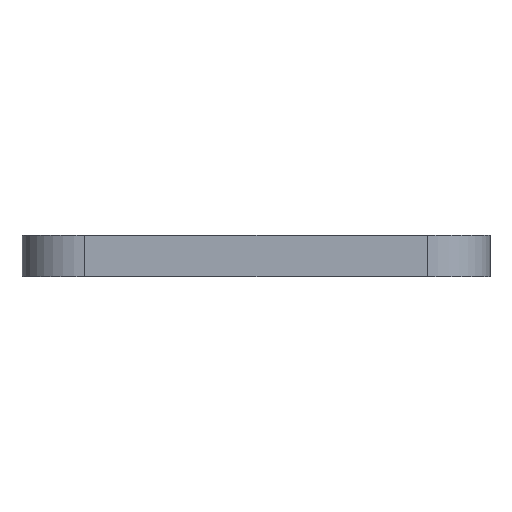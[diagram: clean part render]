
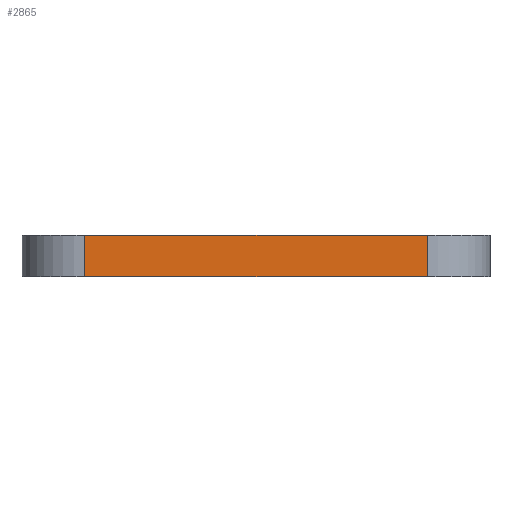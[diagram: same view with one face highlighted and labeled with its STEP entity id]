
A CAD part, left-side view. The second image highlights one B-rep face of the part: STEP entity #2865.
In plain terms, the highlighted planar face has unit normal (-1, 0, 0).
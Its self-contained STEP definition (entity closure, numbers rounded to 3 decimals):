
#84 = PLANE('',#85);
#85 = AXIS2_PLACEMENT_3D('',#86,#87,#88);
#86 = CARTESIAN_POINT('',(69.342,-40.386,1.6));
#87 = DIRECTION('',(0.,0.,1.));
#88 = DIRECTION('',(1.,0.,-0.));
#139 = PLANE('',#140);
#140 = AXIS2_PLACEMENT_3D('',#141,#142,#143);
#141 = CARTESIAN_POINT('',(69.342,-40.386,0.));
#142 = DIRECTION('',(0.,0.,1.));
#143 = DIRECTION('',(1.,0.,-0.));
#270 = CYLINDRICAL_SURFACE('',#271,2.413);
#271 = AXIS2_PLACEMENT_3D('',#272,#273,#274);
#272 = CARTESIAN_POINT('',(49.149,-33.782,0.));
#273 = DIRECTION('',(-0.,-0.,-1.));
#274 = DIRECTION('',(1.,0.,-0.));
#309 = VERTEX_POINT('',#310);
#310 = CARTESIAN_POINT('',(46.736,-33.782,0.));
#332 = EDGE_CURVE('',#309,#333,#335,.T.);
#333 = VERTEX_POINT('',#334);
#334 = CARTESIAN_POINT('',(46.736,-46.99,0.));
#335 = SURFACE_CURVE('',#336,(#340,#347),.PCURVE_S1.);
#336 = LINE('',#337,#338);
#337 = CARTESIAN_POINT('',(46.736,-33.782,0.));
#338 = VECTOR('',#339,1.);
#339 = DIRECTION('',(0.,-1.,0.));
#340 = PCURVE('',#139,#341);
#341 = DEFINITIONAL_REPRESENTATION('',(#342),#346);
#342 = LINE('',#343,#344);
#343 = CARTESIAN_POINT('',(-22.606,6.604));
#344 = VECTOR('',#345,1.);
#345 = DIRECTION('',(0.,-1.));
#346 = ( GEOMETRIC_REPRESENTATION_CONTEXT(2) 
PARAMETRIC_REPRESENTATION_CONTEXT() REPRESENTATION_CONTEXT('2D SPACE',''
  ) );
#347 = PCURVE('',#348,#353);
#348 = PLANE('',#349);
#349 = AXIS2_PLACEMENT_3D('',#350,#351,#352);
#350 = CARTESIAN_POINT('',(46.736,-33.782,0.));
#351 = DIRECTION('',(1.,0.,-0.));
#352 = DIRECTION('',(0.,-1.,0.));
#353 = DEFINITIONAL_REPRESENTATION('',(#354),#358);
#354 = LINE('',#355,#356);
#355 = CARTESIAN_POINT('',(0.,0.));
#356 = VECTOR('',#357,1.);
#357 = DIRECTION('',(1.,0.));
#358 = ( GEOMETRIC_REPRESENTATION_CONTEXT(2) 
PARAMETRIC_REPRESENTATION_CONTEXT() REPRESENTATION_CONTEXT('2D SPACE',''
  ) );
#377 = CYLINDRICAL_SURFACE('',#378,2.413);
#378 = AXIS2_PLACEMENT_3D('',#379,#380,#381);
#379 = CARTESIAN_POINT('',(49.149,-46.99,0.));
#380 = DIRECTION('',(-0.,-0.,-1.));
#381 = DIRECTION('',(1.,0.,-0.));
#1655 = VERTEX_POINT('',#1656);
#1656 = CARTESIAN_POINT('',(46.736,-33.782,1.6));
#1678 = EDGE_CURVE('',#1655,#1679,#1681,.T.);
#1679 = VERTEX_POINT('',#1680);
#1680 = CARTESIAN_POINT('',(46.736,-46.99,1.6));
#1681 = SURFACE_CURVE('',#1682,(#1686,#1693),.PCURVE_S1.);
#1682 = LINE('',#1683,#1684);
#1683 = CARTESIAN_POINT('',(46.736,-33.782,1.6));
#1684 = VECTOR('',#1685,1.);
#1685 = DIRECTION('',(0.,-1.,0.));
#1686 = PCURVE('',#84,#1687);
#1687 = DEFINITIONAL_REPRESENTATION('',(#1688),#1692);
#1688 = LINE('',#1689,#1690);
#1689 = CARTESIAN_POINT('',(-22.606,6.604));
#1690 = VECTOR('',#1691,1.);
#1691 = DIRECTION('',(0.,-1.));
#1692 = ( GEOMETRIC_REPRESENTATION_CONTEXT(2) 
PARAMETRIC_REPRESENTATION_CONTEXT() REPRESENTATION_CONTEXT('2D SPACE',''
  ) );
#1693 = PCURVE('',#348,#1694);
#1694 = DEFINITIONAL_REPRESENTATION('',(#1695),#1699);
#1695 = LINE('',#1696,#1697);
#1696 = CARTESIAN_POINT('',(0.,-1.6));
#1697 = VECTOR('',#1698,1.);
#1698 = DIRECTION('',(1.,0.));
#1699 = ( GEOMETRIC_REPRESENTATION_CONTEXT(2) 
PARAMETRIC_REPRESENTATION_CONTEXT() REPRESENTATION_CONTEXT('2D SPACE',''
  ) );
#2817 = EDGE_CURVE('',#309,#1655,#2818,.T.);
#2818 = SURFACE_CURVE('',#2819,(#2823,#2830),.PCURVE_S1.);
#2819 = LINE('',#2820,#2821);
#2820 = CARTESIAN_POINT('',(46.736,-33.782,0.));
#2821 = VECTOR('',#2822,1.);
#2822 = DIRECTION('',(0.,0.,1.));
#2823 = PCURVE('',#270,#2824);
#2824 = DEFINITIONAL_REPRESENTATION('',(#2825),#2829);
#2825 = LINE('',#2826,#2827);
#2826 = CARTESIAN_POINT('',(-3.142,0.));
#2827 = VECTOR('',#2828,1.);
#2828 = DIRECTION('',(-0.,-1.));
#2829 = ( GEOMETRIC_REPRESENTATION_CONTEXT(2) 
PARAMETRIC_REPRESENTATION_CONTEXT() REPRESENTATION_CONTEXT('2D SPACE',''
  ) );
#2830 = PCURVE('',#348,#2831);
#2831 = DEFINITIONAL_REPRESENTATION('',(#2832),#2836);
#2832 = LINE('',#2833,#2834);
#2833 = CARTESIAN_POINT('',(0.,0.));
#2834 = VECTOR('',#2835,1.);
#2835 = DIRECTION('',(0.,-1.));
#2836 = ( GEOMETRIC_REPRESENTATION_CONTEXT(2) 
PARAMETRIC_REPRESENTATION_CONTEXT() REPRESENTATION_CONTEXT('2D SPACE',''
  ) );
#2865 = ADVANCED_FACE('',(#2866),#348,.F.);
#2866 = FACE_BOUND('',#2867,.F.);
#2867 = EDGE_LOOP('',(#2868,#2869,#2870,#2891));
#2868 = ORIENTED_EDGE('',*,*,#2817,.T.);
#2869 = ORIENTED_EDGE('',*,*,#1678,.T.);
#2870 = ORIENTED_EDGE('',*,*,#2871,.F.);
#2871 = EDGE_CURVE('',#333,#1679,#2872,.T.);
#2872 = SURFACE_CURVE('',#2873,(#2877,#2884),.PCURVE_S1.);
#2873 = LINE('',#2874,#2875);
#2874 = CARTESIAN_POINT('',(46.736,-46.99,0.));
#2875 = VECTOR('',#2876,1.);
#2876 = DIRECTION('',(0.,0.,1.));
#2877 = PCURVE('',#348,#2878);
#2878 = DEFINITIONAL_REPRESENTATION('',(#2879),#2883);
#2879 = LINE('',#2880,#2881);
#2880 = CARTESIAN_POINT('',(13.208,0.));
#2881 = VECTOR('',#2882,1.);
#2882 = DIRECTION('',(0.,-1.));
#2883 = ( GEOMETRIC_REPRESENTATION_CONTEXT(2) 
PARAMETRIC_REPRESENTATION_CONTEXT() REPRESENTATION_CONTEXT('2D SPACE',''
  ) );
#2884 = PCURVE('',#377,#2885);
#2885 = DEFINITIONAL_REPRESENTATION('',(#2886),#2890);
#2886 = LINE('',#2887,#2888);
#2887 = CARTESIAN_POINT('',(-3.142,0.));
#2888 = VECTOR('',#2889,1.);
#2889 = DIRECTION('',(-0.,-1.));
#2890 = ( GEOMETRIC_REPRESENTATION_CONTEXT(2) 
PARAMETRIC_REPRESENTATION_CONTEXT() REPRESENTATION_CONTEXT('2D SPACE',''
  ) );
#2891 = ORIENTED_EDGE('',*,*,#332,.F.);
